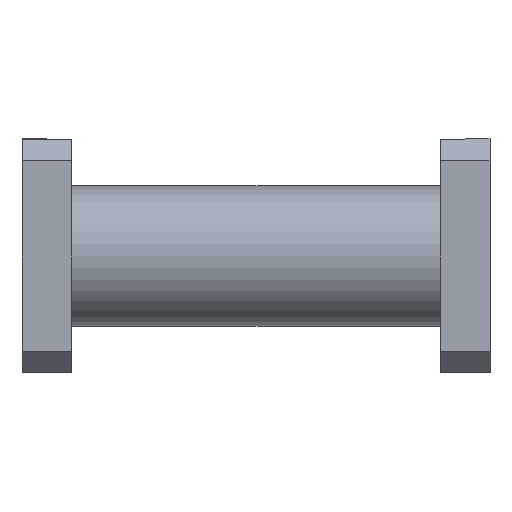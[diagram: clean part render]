
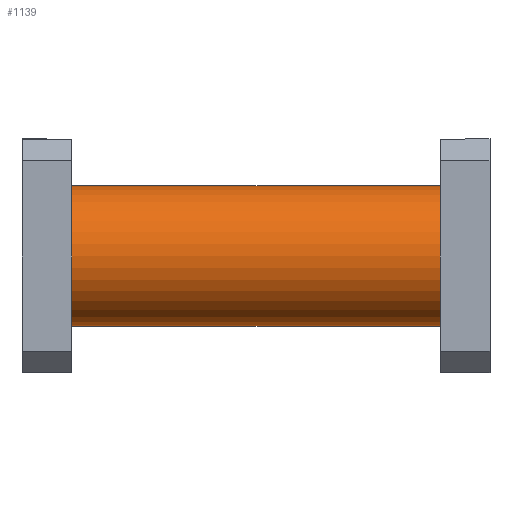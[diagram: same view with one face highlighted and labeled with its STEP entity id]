
A CAD part, front view. The second image highlights one B-rep face of the part: STEP entity #1139.
In plain terms, the highlighted cylindrical face has radius 5.715 mm (diameter 11.43 mm), a partial arc.
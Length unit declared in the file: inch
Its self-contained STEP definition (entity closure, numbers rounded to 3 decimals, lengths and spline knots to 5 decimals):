
#66 = VERTEX_POINT ( 'NONE', #131 ) ;
#85 = DIRECTION ( 'NONE',  ( 0., 0., -1. ) ) ;
#98 = AXIS2_PLACEMENT_3D ( 'NONE', #1057, #1134, #200 ) ;
#122 = CIRCLE ( 'NONE', #488, 0.225 ) ;
#131 = CARTESIAN_POINT ( 'NONE',  ( 1.34, 0., -0.225 ) ) ;
#147 = CARTESIAN_POINT ( 'NONE',  ( 1.34, 0., 0.225 ) ) ;
#196 = ORIENTED_EDGE ( 'NONE', *, *, #288, .T. ) ;
#199 = ORIENTED_EDGE ( 'NONE', *, *, #924, .F. ) ;
#200 = DIRECTION ( 'NONE',  ( 0., 0., -1. ) ) ;
#211 = ORIENTED_EDGE ( 'NONE', *, *, #1503, .F. ) ;
#252 = CIRCLE ( 'NONE', #98, 0.225 ) ;
#288 = EDGE_CURVE ( 'NONE', #809, #1158, #122, .T. ) ;
#302 = CARTESIAN_POINT ( 'NONE',  ( 0.16, 0., 0. ) ) ;
#439 = LINE ( 'NONE', #981, #1535 ) ;
#481 = EDGE_CURVE ( 'NONE', #1158, #66, #643, .T. ) ;
#488 = AXIS2_PLACEMENT_3D ( 'NONE', #302, #1157, #85 ) ;
#498 = DIRECTION ( 'NONE',  ( 1., 0., 0. ) ) ;
#572 = CARTESIAN_POINT ( 'NONE',  ( 0., 0., 0. ) ) ;
#594 = EDGE_LOOP ( 'NONE', ( #211, #196, #936, #199 ) ) ;
#643 = LINE ( 'NONE', #1455, #1015 ) ;
#669 = VERTEX_POINT ( 'NONE', #147 ) ;
#809 = VERTEX_POINT ( 'NONE', #1482 ) ;
#828 = CYLINDRICAL_SURFACE ( 'NONE', #1434, 0.225 ) ;
#924 = EDGE_CURVE ( 'NONE', #669, #66, #252, .T. ) ;
#936 = ORIENTED_EDGE ( 'NONE', *, *, #481, .T. ) ;
#981 = CARTESIAN_POINT ( 'NONE',  ( 0., 0., 0.225 ) ) ;
#1014 = FACE_OUTER_BOUND ( 'NONE', #594, .T. ) ;
#1015 = VECTOR ( 'NONE', #1084, 39.37008 ) ;
#1057 = CARTESIAN_POINT ( 'NONE',  ( 1.34, 0., 0. ) ) ;
#1084 = DIRECTION ( 'NONE',  ( 1., 0., 0. ) ) ;
#1134 = DIRECTION ( 'NONE',  ( 1., 0., 0. ) ) ;
#1139 = ADVANCED_FACE ( 'NONE', ( #1014 ), #828, .T. ) ;
#1157 = DIRECTION ( 'NONE',  ( 1., 0., 0. ) ) ;
#1158 = VERTEX_POINT ( 'NONE', #1415 ) ;
#1169 = DIRECTION ( 'NONE',  ( 1., 0., 0. ) ) ;
#1415 = CARTESIAN_POINT ( 'NONE',  ( 0.16, 0., -0.225 ) ) ;
#1420 = DIRECTION ( 'NONE',  ( 0., 0., -1. ) ) ;
#1434 = AXIS2_PLACEMENT_3D ( 'NONE', #572, #1169, #1420 ) ;
#1455 = CARTESIAN_POINT ( 'NONE',  ( 0., 0., -0.225 ) ) ;
#1482 = CARTESIAN_POINT ( 'NONE',  ( 0.16, 0., 0.225 ) ) ;
#1503 = EDGE_CURVE ( 'NONE', #809, #669, #439, .T. ) ;
#1535 = VECTOR ( 'NONE', #498, 39.37008 ) ;
